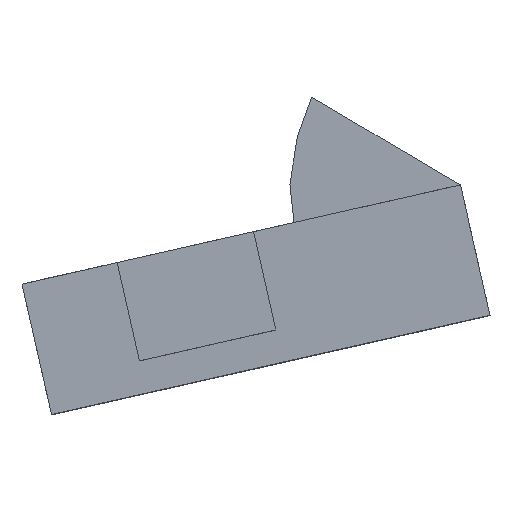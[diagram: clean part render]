
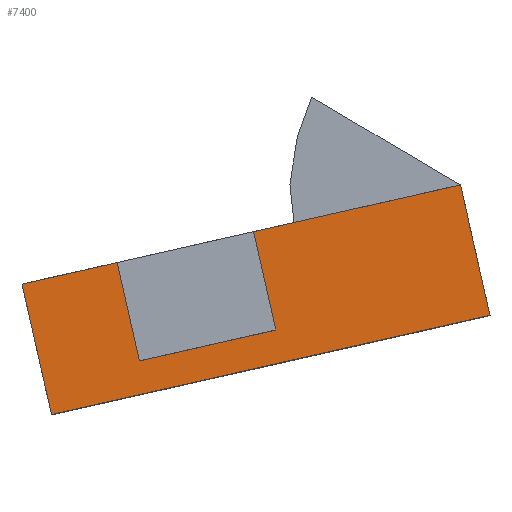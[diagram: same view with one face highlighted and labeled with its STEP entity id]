
A CAD part, top view. The second image highlights one B-rep face of the part: STEP entity #7400.
In plain terms, the highlighted free-form (B-spline) face has degree [1, 1] with [2, 2] control points.
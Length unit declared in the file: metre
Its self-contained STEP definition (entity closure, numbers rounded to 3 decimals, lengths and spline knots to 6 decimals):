
#17=B_SPLINE_SURFACE_WITH_KNOTS('',1,1,((#33283,#33284),(#33285,#33286)),
 .UNSPECIFIED.,.F.,.F.,.F.,(2,2),(2,2),(0.,14.593184),(0.,49.024932),
 .UNSPECIFIED.);
#7400=ADVANCED_FACE('',(#8024),#17,.T.);
#8024=FACE_OUTER_BOUND('',#8794,.T.);
#8794=EDGE_LOOP('',(#10686,#10687,#10688,#10689,#10690,#10691,#10692,#10693));
#10686=ORIENTED_EDGE('',*,*,#15336,.T.);
#10687=ORIENTED_EDGE('',*,*,#15337,.T.);
#10688=ORIENTED_EDGE('',*,*,#15338,.T.);
#10689=ORIENTED_EDGE('',*,*,#15339,.T.);
#10690=ORIENTED_EDGE('',*,*,#15334,.T.);
#10691=ORIENTED_EDGE('',*,*,#15335,.T.);
#10692=ORIENTED_EDGE('',*,*,#15332,.T.);
#10693=ORIENTED_EDGE('',*,*,#15333,.T.);
#15332=EDGE_CURVE('',#24625,#24626,#19978,.T.);
#15333=EDGE_CURVE('',#24626,#24629,#19979,.T.);
#15334=EDGE_CURVE('',#24627,#24628,#19980,.T.);
#15335=EDGE_CURVE('',#24628,#24625,#19981,.T.);
#15336=EDGE_CURVE('',#24629,#24630,#19982,.T.);
#15337=EDGE_CURVE('',#24630,#24631,#19983,.T.);
#15338=EDGE_CURVE('',#24631,#24632,#19984,.T.);
#15339=EDGE_CURVE('',#24632,#24627,#19985,.T.);
#19978=B_SPLINE_CURVE_WITH_KNOTS('',1,(#33295,#33296),.UNSPECIFIED.,.F.,
 .F.,(2,2),(0.,14.593184),.UNSPECIFIED.);
#19979=B_SPLINE_CURVE_WITH_KNOTS('',1,(#33297,#33298),.UNSPECIFIED.,.F.,
 .F.,(2,2),(0.,23.137466),.UNSPECIFIED.);
#19980=B_SPLINE_CURVE_WITH_KNOTS('',1,(#33299,#33300),.UNSPECIFIED.,.F.,
 .F.,(2,2),(-14.593184,0.),.UNSPECIFIED.);
#19981=B_SPLINE_CURVE_WITH_KNOTS('',1,(#33301,#33302),.UNSPECIFIED.,.F.,
 .F.,(2,2),(-49.024932,0.),.UNSPECIFIED.);
#19982=B_SPLINE_CURVE_WITH_KNOTS('',3,(#33303,#33304,#33305,#33306),
 .UNSPECIFIED.,.F.,.F.,(4,4),(0.,11.),.UNSPECIFIED.);
#19983=B_SPLINE_CURVE_WITH_KNOTS('',1,(#33307,#33308),.UNSPECIFIED.,.F.,
 .F.,(2,2),(11.,26.25),.UNSPECIFIED.);
#19984=B_SPLINE_CURVE_WITH_KNOTS('',3,(#33309,#33310,#33311,#33312),
 .UNSPECIFIED.,.F.,.F.,(4,4),(26.25,37.25),
 .UNSPECIFIED.);
#19985=B_SPLINE_CURVE_WITH_KNOTS('',1,(#33313,#33314),.UNSPECIFIED.,.F.,
 .F.,(2,2),(38.387466,49.024932),.UNSPECIFIED.);
#24625=VERTEX_POINT('',#33287);
#24626=VERTEX_POINT('',#33288);
#24627=VERTEX_POINT('',#33289);
#24628=VERTEX_POINT('',#33290);
#24629=VERTEX_POINT('',#33291);
#24630=VERTEX_POINT('',#33292);
#24631=VERTEX_POINT('',#33293);
#24632=VERTEX_POINT('',#33294);
#33283=CARTESIAN_POINT('',(136.132478,-80.021108,23.3));
#33284=CARTESIAN_POINT('',(88.316294,-90.840374,23.3));
#33285=CARTESIAN_POINT('',(132.910037,-65.788157,23.3));
#33286=CARTESIAN_POINT('',(85.093853,-76.607424,23.3));
#33287=CARTESIAN_POINT('',(136.132478,-80.021108,23.3));
#33288=CARTESIAN_POINT('',(132.910037,-65.788157,23.3));
#33289=CARTESIAN_POINT('',(85.093853,-76.607424,23.3));
#33290=CARTESIAN_POINT('',(88.316294,-90.840374,23.3));
#33291=CARTESIAN_POINT('',(110.343043,-70.894343,23.3));
#33292=CARTESIAN_POINT('',(112.770623,-81.623129,23.3));
#33293=CARTESIAN_POINT('',(97.896624,-84.988637,23.3));
#33294=CARTESIAN_POINT('',(95.469044,-74.259851,23.3));
#33295=CARTESIAN_POINT('',(136.132478,-80.021108,23.3));
#33296=CARTESIAN_POINT('',(132.910037,-65.788157,23.3));
#33297=CARTESIAN_POINT('',(132.910037,-65.788157,23.3));
#33298=CARTESIAN_POINT('',(110.343043,-70.894343,23.3));
#33299=CARTESIAN_POINT('',(85.093853,-76.607424,23.3));
#33300=CARTESIAN_POINT('',(88.316294,-90.840374,23.3));
#33301=CARTESIAN_POINT('',(88.316294,-90.840374,23.3));
#33302=CARTESIAN_POINT('',(136.132478,-80.021108,23.3));
#33303=CARTESIAN_POINT('',(110.343043,-70.894343,23.3));
#33304=CARTESIAN_POINT('',(111.152237,-74.470605,23.3));
#33305=CARTESIAN_POINT('',(111.96143,-78.046867,23.3));
#33306=CARTESIAN_POINT('',(112.770623,-81.623129,23.3));
#33307=CARTESIAN_POINT('',(112.770623,-81.623129,23.3));
#33308=CARTESIAN_POINT('',(97.896624,-84.988637,23.3));
#33309=CARTESIAN_POINT('',(97.896624,-84.988637,23.3));
#33310=CARTESIAN_POINT('',(97.087431,-81.412375,23.3));
#33311=CARTESIAN_POINT('',(96.278237,-77.836113,23.3));
#33312=CARTESIAN_POINT('',(95.469044,-74.259851,23.3));
#33313=CARTESIAN_POINT('',(95.469044,-74.259851,23.3));
#33314=CARTESIAN_POINT('',(85.093853,-76.607424,23.3));
